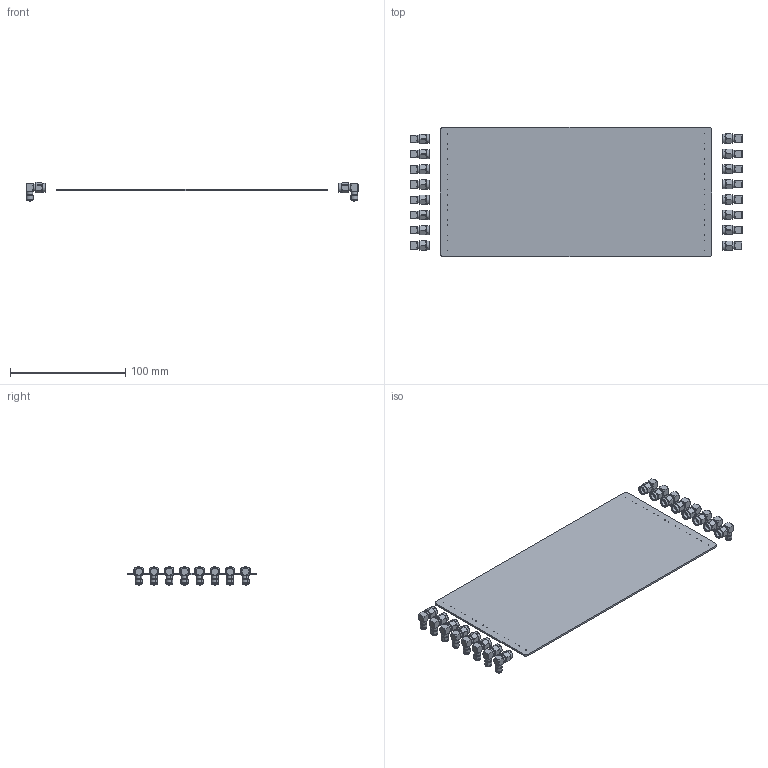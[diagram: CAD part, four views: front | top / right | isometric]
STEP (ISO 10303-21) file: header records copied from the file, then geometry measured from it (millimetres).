
FILE_DESCRIPTION(('KiCad electronic assembly'),'2;1');
FILE_NAME('probe.step','2024-07-27T06:43:54',('Pcbnew'),('Kicad'), 'Open CASCADE STEP processor 7.8','KiCad to STEP converter','Unknown' );
FILE_SCHEMA(('AUTOMOTIVE_DESIGN { 1 0 10303 214 1 1 1 1 }'));
Length unit declared in the file: millimetre
Products named in the file (4): probe 1; RP-SMA FEMALE TO 90DEG MALE; probe_PCB
Assembly tree (18 placements, depth 3):
  probe 1
    RP-SMA FEMALE TO 90DEG MALE  x16
      RP-SMA FEMALE TO 90DEG MALE
    probe_PCB
Bounding box: 288.43 x 112.75 x 16.7 mm (x, y, z)
Volume: 56180.3 mm3; surface area: 66672.8 mm2
Topology: 17 solids, 17 shells, 1034 faces, 2392 edges, 1488 vertices
Faces by surface type: cylinder 420, cone 320, plane 294
Full cylindrical faces by diameter (mm): 0.46 x32
Entity records: 3761 total; most frequent: CARTESIAN_POINT 884, DIRECTION 602, ORIENTED_EDGE 524, EDGE_CURVE 262, AXIS2_PLACEMENT_3D 252, FACE_BOUND 174, EDGE_LOOP 174, VERTEX_POINT 168
